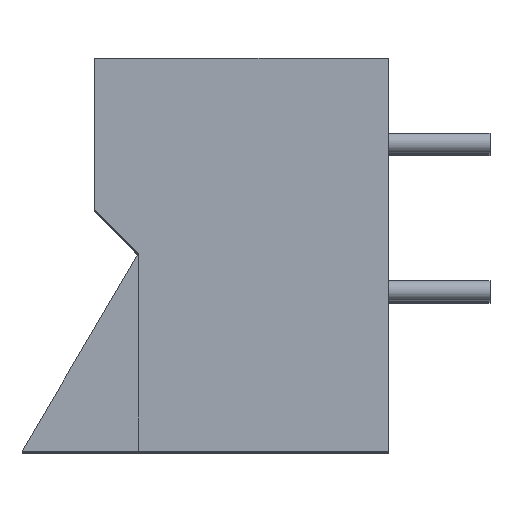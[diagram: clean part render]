
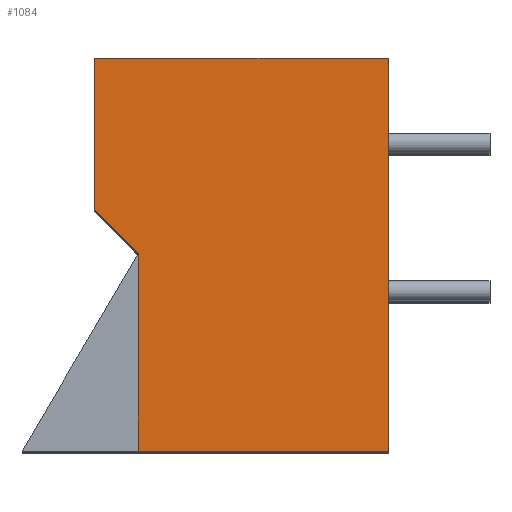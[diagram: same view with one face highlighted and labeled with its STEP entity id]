
A CAD part, top view. The second image highlights one B-rep face of the part: STEP entity #1084.
In plain terms, the highlighted planar face has unit normal (0, 0, 1).
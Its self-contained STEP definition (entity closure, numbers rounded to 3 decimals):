
#1084=ADVANCED_FACE('',(#1743),#1745,.T.);
#1743=FACE_BOUND('',#1744,.T.);
#1744=EDGE_LOOP('',(#2217,#2218,#2219,#2220,#2221,#2222));
#1745=PLANE('',#1746);
#1746=AXIS2_PLACEMENT_3D('',#1747,#1748,#1749);
#1747=CARTESIAN_POINT('',(0.,0.,0.));
#1748=DIRECTION('',(0.,0.,1.));
#1749=DIRECTION('',(1.,0.,0.));
#2217=ORIENTED_EDGE('',*,*,#2466,.T.);
#2218=ORIENTED_EDGE('',*,*,#2470,.T.);
#2219=ORIENTED_EDGE('',*,*,#2473,.T.);
#2220=ORIENTED_EDGE('',*,*,#2476,.T.);
#2221=ORIENTED_EDGE('',*,*,#2479,.T.);
#2222=ORIENTED_EDGE('',*,*,#2481,.T.);
#2466=EDGE_CURVE('',#2708,#2706,#2709,.T.);
#2470=EDGE_CURVE('',#2706,#2713,#2715,.T.);
#2473=EDGE_CURVE('',#2713,#2718,#2720,.T.);
#2476=EDGE_CURVE('',#2718,#2723,#2725,.T.);
#2479=EDGE_CURVE('',#2723,#2728,#2730,.T.);
#2481=EDGE_CURVE('',#2728,#2708,#2732,.T.);
#2706=VERTEX_POINT('',#3199);
#2708=VERTEX_POINT('',#3203);
#2709=LINE('',#3204,#3205);
#2713=VERTEX_POINT('',#3214);
#2715=LINE('',#3218,#3219);
#2718=VERTEX_POINT('',#3225);
#2720=LINE('',#3229,#3230);
#2723=VERTEX_POINT('',#3236);
#2725=LINE('',#3240,#3241);
#2728=VERTEX_POINT('',#3247);
#2730=LINE('',#3251,#3252);
#2732=LINE('',#3257,#3258);
#3199=CARTESIAN_POINT('',(10.1,0.,0.));
#3203=CARTESIAN_POINT('',(10.1,-13.513,0.));
#3204=CARTESIAN_POINT('',(10.1,-13.513,0.));
#3205=VECTOR('',#3206,1.);
#3206=DIRECTION('',(0.,1.,0.));
#3214=CARTESIAN_POINT('',(0.,0.,0.));
#3218=CARTESIAN_POINT('',(10.1,0.,0.));
#3219=VECTOR('',#3220,1.);
#3220=DIRECTION('',(-1.,0.,0.));
#3225=CARTESIAN_POINT('',(0.,-5.19,0.));
#3229=CARTESIAN_POINT('',(0.,0.,0.));
#3230=VECTOR('',#3231,1.);
#3231=DIRECTION('',(0.,-1.,0.));
#3236=CARTESIAN_POINT('',(1.5,-6.713,0.));
#3240=CARTESIAN_POINT('',(0.,-5.19,0.));
#3241=VECTOR('',#3242,1.);
#3242=DIRECTION('',(0.702,-0.712,0.));
#3247=CARTESIAN_POINT('',(1.5,-13.513,0.));
#3251=CARTESIAN_POINT('',(1.5,-6.713,0.));
#3252=VECTOR('',#3253,1.);
#3253=DIRECTION('',(0.,-1.,0.));
#3257=CARTESIAN_POINT('',(1.5,-13.513,0.));
#3258=VECTOR('',#3259,1.);
#3259=DIRECTION('',(1.,0.,0.));
